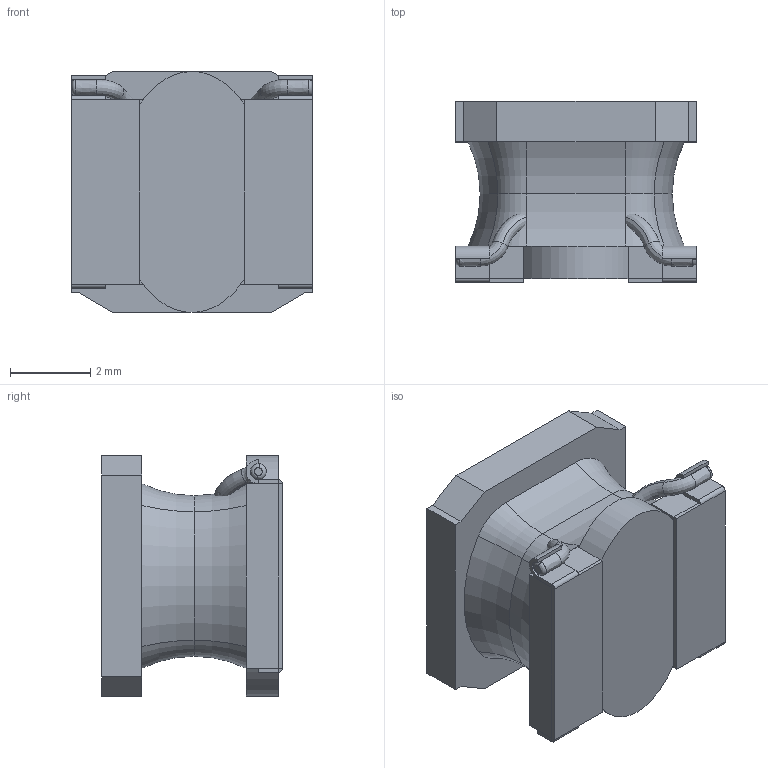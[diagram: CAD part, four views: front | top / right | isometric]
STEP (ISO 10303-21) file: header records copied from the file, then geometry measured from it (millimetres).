
FILE_DESCRIPTION (( 'STEP AP214' ), '1' );
FILE_NAME ('VLS6045AF-100M.STEP', '2022-03-02T13:23:11', ( '' ), ( '' ), 'SwSTEP 2.0', 'SolidWorks 2017', '' );
FILE_SCHEMA (( 'AUTOMOTIVE_DESIGN' ));
Length unit declared in the file: millimetre
Products named in the file (1): VLS6045AF-100M
Bounding box: 6 x 4.5 x 6 mm (x, y, z)
Volume: 110 mm3; surface area: 305.6 mm2
Topology: 9 solids, 9 shells, 121 faces, 268 edges, 165 vertices
Faces by surface type: plane 76, bspline 19, torus 14, cylinder 12
Entity records: 5098 total; most frequent: CARTESIAN_POINT 2392, ORIENTED_EDGE 536, DIRECTION 515, EDGE_CURVE 268, AXIS2_PLACEMENT_3D 174, VECTOR 167, LINE 167, VERTEX_POINT 165
